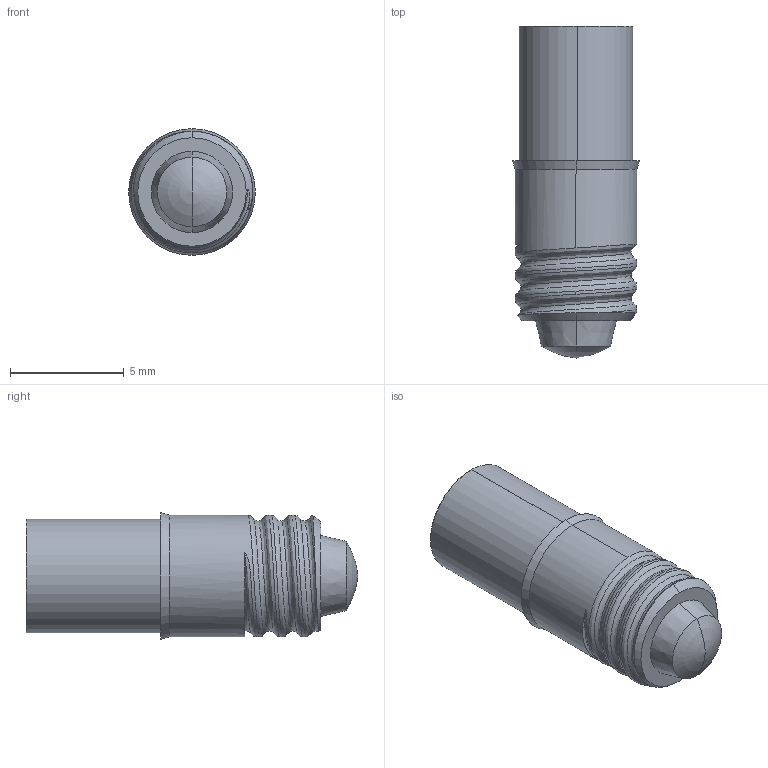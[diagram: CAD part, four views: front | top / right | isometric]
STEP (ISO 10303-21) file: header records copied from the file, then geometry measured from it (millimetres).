
FILE_DESCRIPTION (( 'STEP AP203' ), '1' );
FILE_NAME ('MS200_Series.STEP', '2019-02-16T00:09:30', ( '' ), ( '' ), 'SwSTEP 2.0', 'SolidWorks 2018', '' );
FILE_SCHEMA (( 'CONFIG_CONTROL_DESIGN' ));
Length unit declared in the file: foot
Products named in the file (3): MS200N; DF200E-NFR_CUT FOR ASSY; MS200_Series
Assembly tree (2 placements, depth 2):
  MS200_Series
    MS200N
    DF200E-NFR_CUT FOR ASSY
Bounding box: 5.56 x 14.56 x 5.56 mm (x, y, z)
Volume: 40.5 mm3; surface area: 637.1 mm2
Topology: 9 solids, 9 shells, 113 faces, 265 edges, 173 vertices
Faces by surface type: plane 58, cylinder 27, cone 16, bspline 10, torus 2
Entity records: 13645 total; most frequent: CARTESIAN_POINT 10883, ORIENTED_EDGE 518, DIRECTION 477, EDGE_CURVE 259, VERTEX_POINT 171, AXIS2_PLACEMENT_3D 168, LINE 141, VECTOR 141
